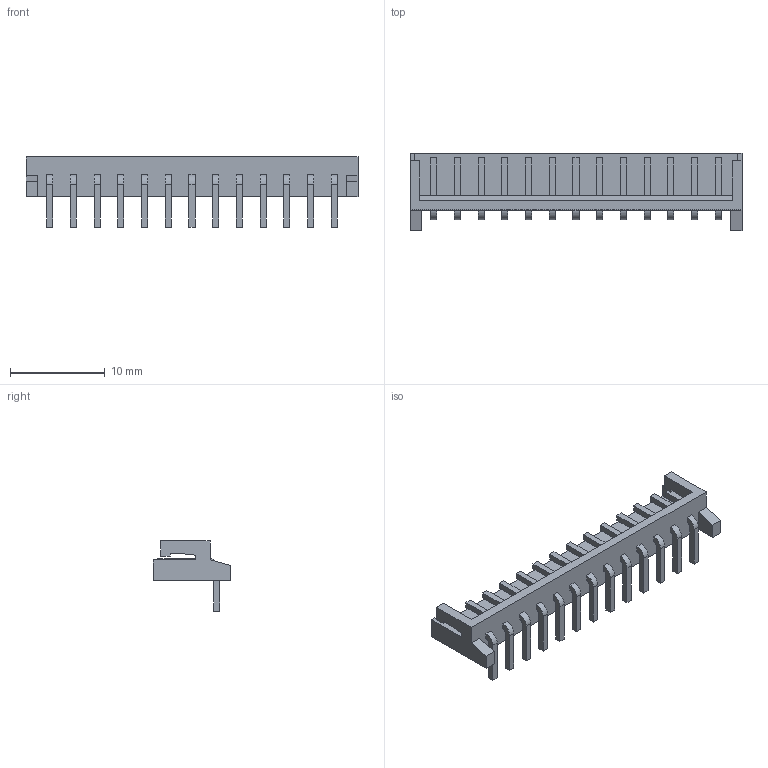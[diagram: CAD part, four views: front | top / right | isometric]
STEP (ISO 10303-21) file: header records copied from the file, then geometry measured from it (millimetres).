
FILE_DESCRIPTION(('FreeCAD Model'),'2;1');
FILE_NAME('JST_EH_S13B-EH_13x2.50mm_Angled.STEP','2016-03-22T23:27:55',('Author'),( ''),'Open CASCADE STEP processor 6.8','FreeCAD','Unknown');
FILE_SCHEMA(('AUTOMOTIVE_DESIGN_CC2 { 1 2 10303 214 -1 1 5 4 }'));
Length unit declared in the file: millimetre
Products named in the file (1): S13B-EH
Bounding box: 35 x 8.2 x 7.4 mm (x, y, z)
Volume: 423.9 mm3; surface area: 1139.2 mm2
Topology: 1 solids, 1 shells, 194 faces, 496 edges, 330 vertices
Faces by surface type: plane 168, cylinder 26
Entity records: 15981 total; most frequent: CARTESIAN_POINT 4665, DIRECTION 1800, LINE 1280, VECTOR 1280, ORIENTED_EDGE 992, PCURVE 992, DEFINITIONAL_REPRESENTATION 992, EDGE_CURVE 496
